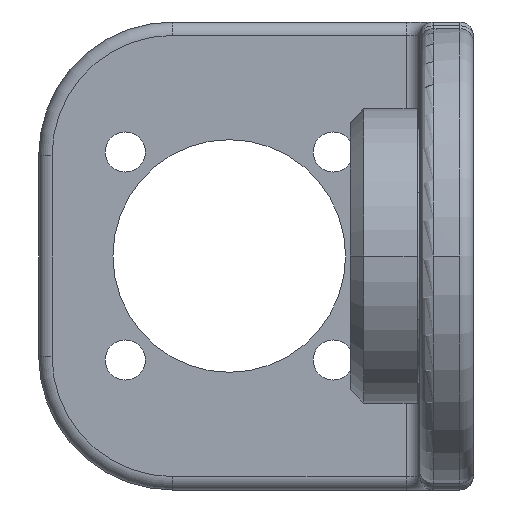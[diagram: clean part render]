
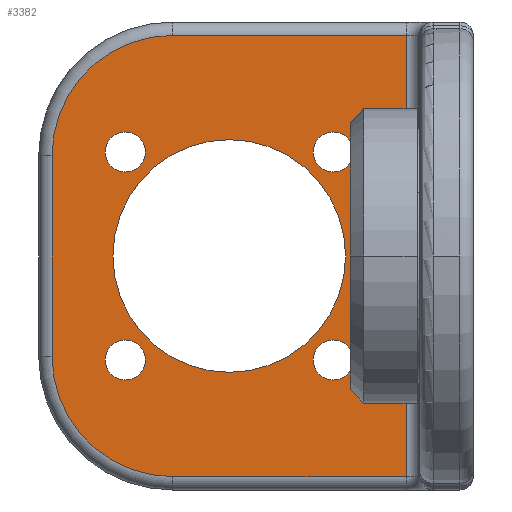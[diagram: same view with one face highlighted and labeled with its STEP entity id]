
A CAD part, front view. The second image highlights one B-rep face of the part: STEP entity #3382.
In plain terms, the highlighted planar face has unit normal (0, -1, 0).
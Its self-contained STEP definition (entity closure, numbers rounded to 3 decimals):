
#55 = FACE_BOUND ( 'NONE', #675, .T. ) ;
#64 = EDGE_CURVE ( 'NONE', #3300, #2020, #260, .T. ) ;
#90 = DIRECTION ( 'NONE',  ( -1., 0., 0. ) ) ;
#94 = AXIS2_PLACEMENT_3D ( 'NONE', #363, #3309, #90 ) ;
#119 = CIRCLE ( 'NONE', #3513, 9. ) ;
#148 = DIRECTION ( 'NONE',  ( 1., 0., 0. ) ) ;
#149 = CARTESIAN_POINT ( 'NONE',  ( 4.528, 252.6, 322.222 ) ) ;
#159 = CARTESIAN_POINT ( 'NONE',  ( -16.5, 252.6, 312.5 ) ) ;
#166 = ORIENTED_EDGE ( 'NONE', *, *, #64, .F. ) ;
#173 = DIRECTION ( 'NONE',  ( 0., -1., 0. ) ) ;
#248 = DIRECTION ( 'NONE',  ( 0., 0., -1. ) ) ;
#250 = VERTEX_POINT ( 'NONE', #3565 ) ;
#252 = CARTESIAN_POINT ( 'NONE',  ( -9.528, 252.6, 337.778 ) ) ;
#260 = CIRCLE ( 'NONE', #1066, 1.5 ) ;
#296 = EDGE_LOOP ( 'NONE', ( #4063, #166 ) ) ;
#350 = VERTEX_POINT ( 'NONE', #2867 ) ;
#363 = CARTESIAN_POINT ( 'NONE',  ( -7.5, 252.6, 322.5 ) ) ;
#366 = EDGE_CURVE ( 'NONE', #3790, #443, #119, .T. ) ;
#369 = EDGE_CURVE ( 'NONE', #250, #350, #1251, .T. ) ;
#383 = FACE_BOUND ( 'NONE', #2310, .T. ) ;
#411 = DIRECTION ( 'NONE',  ( 0., 0., 1. ) ) ;
#443 = VERTEX_POINT ( 'NONE', #1797 ) ;
#454 = CARTESIAN_POINT ( 'NONE',  ( -16.5, 252.6, 322.5 ) ) ;
#490 = ORIENTED_EDGE ( 'NONE', *, *, #4077, .F. ) ;
#498 = VERTEX_POINT ( 'NONE', #3764 ) ;
#568 = CIRCLE ( 'NONE', #1256, 1.5 ) ;
#641 = VERTEX_POINT ( 'NONE', #252 ) ;
#659 = ORIENTED_EDGE ( 'NONE', *, *, #3090, .F. ) ;
#668 = CARTESIAN_POINT ( 'NONE',  ( -17.5, 252.6, 312.5 ) ) ;
#675 = EDGE_LOOP ( 'NONE', ( #825, #2495 ) ) ;
#677 = VERTEX_POINT ( 'NONE', #4057 ) ;
#734 = VERTEX_POINT ( 'NONE', #1218 ) ;
#735 = DIRECTION ( 'NONE',  ( 0., -1., 0. ) ) ;
#740 = VECTOR ( 'NONE', #2246, 1000. ) ;
#772 = CARTESIAN_POINT ( 'NONE',  ( -11.028, 252.6, 322.222 ) ) ;
#814 = CIRCLE ( 'NONE', #3115, 8.7 ) ;
#822 = DIRECTION ( 'NONE',  ( 1., 0., 0. ) ) ;
#825 = ORIENTED_EDGE ( 'NONE', *, *, #1999, .F. ) ;
#854 = ORIENTED_EDGE ( 'NONE', *, *, #3098, .T. ) ;
#865 = DIRECTION ( 'NONE',  ( 0., -1., 0. ) ) ;
#887 = AXIS2_PLACEMENT_3D ( 'NONE', #149, #173, #1039 ) ;
#967 = LINE ( 'NONE', #3830, #740 ) ;
#1039 = DIRECTION ( 'NONE',  ( 1., 0., 0. ) ) ;
#1066 = AXIS2_PLACEMENT_3D ( 'NONE', #3932, #735, #3007 ) ;
#1100 = CARTESIAN_POINT ( 'NONE',  ( 6.028, 252.6, 322.222 ) ) ;
#1129 = CARTESIAN_POINT ( 'NONE',  ( 4.528, 252.6, 337.778 ) ) ;
#1130 = DIRECTION ( 'NONE',  ( 0., -1., 0. ) ) ;
#1151 = DIRECTION ( 'NONE',  ( 0., -1., 0. ) ) ;
#1171 = EDGE_CURVE ( 'NONE', #2094, #1362, #3414, .T. ) ;
#1191 = AXIS2_PLACEMENT_3D ( 'NONE', #3045, #865, #3396 ) ;
#1218 = CARTESIAN_POINT ( 'NONE',  ( -7.5, 252.6, 313.5 ) ) ;
#1226 = VERTEX_POINT ( 'NONE', #1349 ) ;
#1251 = LINE ( 'NONE', #3984, #2471 ) ;
#1256 = AXIS2_PLACEMENT_3D ( 'NONE', #772, #3366, #148 ) ;
#1295 = CARTESIAN_POINT ( 'NONE',  ( -11.028, 252.6, 337.778 ) ) ;
#1347 = ORIENTED_EDGE ( 'NONE', *, *, #369, .T. ) ;
#1349 = CARTESIAN_POINT ( 'NONE',  ( 3.028, 252.6, 322.222 ) ) ;
#1362 = VERTEX_POINT ( 'NONE', #3721 ) ;
#1433 = EDGE_CURVE ( 'NONE', #2020, #3300, #568, .T. ) ;
#1440 = ORIENTED_EDGE ( 'NONE', *, *, #366, .F. ) ;
#1490 = ORIENTED_EDGE ( 'NONE', *, *, #2421, .F. ) ;
#1523 = AXIS2_PLACEMENT_3D ( 'NONE', #1129, #1151, #2402 ) ;
#1640 = LINE ( 'NONE', #2586, #2851 ) ;
#1653 = AXIS2_PLACEMENT_3D ( 'NONE', #2973, #3290, #3643 ) ;
#1657 = CIRCLE ( 'NONE', #1191, 1.5 ) ;
#1693 = DIRECTION ( 'NONE',  ( -1., 0., 0. ) ) ;
#1703 = AXIS2_PLACEMENT_3D ( 'NONE', #2416, #2487, #2166 ) ;
#1797 = CARTESIAN_POINT ( 'NONE',  ( -7.5, 252.6, 346.5 ) ) ;
#1803 = LINE ( 'NONE', #159, #1842 ) ;
#1842 = VECTOR ( 'NONE', #248, 1000. ) ;
#1900 = CARTESIAN_POINT ( 'NONE',  ( -3.25, 252.6, 330. ) ) ;
#1917 = VERTEX_POINT ( 'NONE', #2012 ) ;
#1926 = CIRCLE ( 'NONE', #94, 9. ) ;
#1976 = DIRECTION ( 'NONE',  ( 0., 1., 0. ) ) ;
#1983 = CIRCLE ( 'NONE', #1703, 1.5 ) ;
#1999 = EDGE_CURVE ( 'NONE', #677, #498, #1657, .T. ) ;
#2009 = FACE_OUTER_BOUND ( 'NONE', #3556, .T. ) ;
#2012 = CARTESIAN_POINT ( 'NONE',  ( -12.528, 252.6, 337.778 ) ) ;
#2020 = VERTEX_POINT ( 'NONE', #3091 ) ;
#2069 = EDGE_CURVE ( 'NONE', #498, #677, #2534, .T. ) ;
#2094 = VERTEX_POINT ( 'NONE', #2131 ) ;
#2131 = CARTESIAN_POINT ( 'NONE',  ( -11.95, 252.6, 330. ) ) ;
#2166 = DIRECTION ( 'NONE',  ( 1., 0., 0. ) ) ;
#2216 = DIRECTION ( 'NONE',  ( 1., 0., 0. ) ) ;
#2246 = DIRECTION ( 'NONE',  ( -1., 0., 0. ) ) ;
#2286 = DIRECTION ( 'NONE',  ( 0., -1., 0. ) ) ;
#2310 = EDGE_LOOP ( 'NONE', ( #659, #1490 ) ) ;
#2344 = ORIENTED_EDGE ( 'NONE', *, *, #3390, .F. ) ;
#2345 = EDGE_LOOP ( 'NONE', ( #490, #4110 ) ) ;
#2352 = FACE_BOUND ( 'NONE', #3977, .T. ) ;
#2402 = DIRECTION ( 'NONE',  ( 1., 0., 0. ) ) ;
#2412 = VERTEX_POINT ( 'NONE', #454 ) ;
#2416 = CARTESIAN_POINT ( 'NONE',  ( -11.028, 252.6, 337.778 ) ) ;
#2421 = EDGE_CURVE ( 'NONE', #1226, #3950, #3329, .T. ) ;
#2471 = VECTOR ( 'NONE', #411, 1000. ) ;
#2487 = DIRECTION ( 'NONE',  ( 0., -1., 0. ) ) ;
#2495 = ORIENTED_EDGE ( 'NONE', *, *, #2069, .F. ) ;
#2509 = EDGE_CURVE ( 'NONE', #1917, #641, #1983, .T. ) ;
#2534 = CIRCLE ( 'NONE', #1523, 1.5 ) ;
#2574 = DIRECTION ( 'NONE',  ( 0., -1., 0. ) ) ;
#2586 = CARTESIAN_POINT ( 'NONE',  ( -17.5, 252.6, 313.5 ) ) ;
#2635 = FACE_BOUND ( 'NONE', #296, .T. ) ;
#2844 = DIRECTION ( 'NONE',  ( 0., 1., 0. ) ) ;
#2851 = VECTOR ( 'NONE', #3894, 1000. ) ;
#2867 = CARTESIAN_POINT ( 'NONE',  ( 10., 252.6, 346.5 ) ) ;
#2903 = ORIENTED_EDGE ( 'NONE', *, *, #4021, .T. ) ;
#2943 = EDGE_CURVE ( 'NONE', #734, #250, #1640, .T. ) ;
#2973 = CARTESIAN_POINT ( 'NONE',  ( -3.25, 252.6, 330. ) ) ;
#3007 = DIRECTION ( 'NONE',  ( 1., 0., 0. ) ) ;
#3045 = CARTESIAN_POINT ( 'NONE',  ( 4.528, 252.6, 337.778 ) ) ;
#3090 = EDGE_CURVE ( 'NONE', #3950, #1226, #3738, .T. ) ;
#3091 = CARTESIAN_POINT ( 'NONE',  ( -9.528, 252.6, 322.222 ) ) ;
#3098 = EDGE_CURVE ( 'NONE', #3790, #2412, #1803, .T. ) ;
#3111 = CIRCLE ( 'NONE', #4079, 1.5 ) ;
#3115 = AXIS2_PLACEMENT_3D ( 'NONE', #1900, #2286, #3536 ) ;
#3139 = CARTESIAN_POINT ( 'NONE',  ( 4.528, 252.6, 322.222 ) ) ;
#3174 = CARTESIAN_POINT ( 'NONE',  ( -7.5, 252.6, 337.5 ) ) ;
#3211 = AXIS2_PLACEMENT_3D ( 'NONE', #668, #1976, #1693 ) ;
#3289 = CARTESIAN_POINT ( 'NONE',  ( -16.5, 252.6, 337.5 ) ) ;
#3290 = DIRECTION ( 'NONE',  ( 0., -1., 0. ) ) ;
#3300 = VERTEX_POINT ( 'NONE', #3547 ) ;
#3309 = DIRECTION ( 'NONE',  ( 0., 1., 0. ) ) ;
#3329 = CIRCLE ( 'NONE', #887, 1.5 ) ;
#3366 = DIRECTION ( 'NONE',  ( 0., -1., 0. ) ) ;
#3382 = ADVANCED_FACE ( 'NONE', ( #2635, #383, #55, #2352, #3628, #2009 ), #3963, .F. ) ;
#3390 = EDGE_CURVE ( 'NONE', #734, #2412, #1926, .T. ) ;
#3396 = DIRECTION ( 'NONE',  ( 1., 0., 0. ) ) ;
#3414 = CIRCLE ( 'NONE', #1653, 8.7 ) ;
#3449 = ORIENTED_EDGE ( 'NONE', *, *, #3627, .F. ) ;
#3504 = ORIENTED_EDGE ( 'NONE', *, *, #2943, .T. ) ;
#3513 = AXIS2_PLACEMENT_3D ( 'NONE', #3174, #2844, #4159 ) ;
#3536 = DIRECTION ( 'NONE',  ( 1., 0., 0. ) ) ;
#3547 = CARTESIAN_POINT ( 'NONE',  ( -12.528, 252.6, 322.222 ) ) ;
#3556 = EDGE_LOOP ( 'NONE', ( #1440, #854, #2344, #3504, #1347, #2903 ) ) ;
#3565 = CARTESIAN_POINT ( 'NONE',  ( 10., 252.6, 313.5 ) ) ;
#3627 = EDGE_CURVE ( 'NONE', #641, #1917, #3111, .T. ) ;
#3628 = FACE_BOUND ( 'NONE', #2345, .T. ) ;
#3643 = DIRECTION ( 'NONE',  ( 1., 0., 0. ) ) ;
#3718 = ORIENTED_EDGE ( 'NONE', *, *, #2509, .F. ) ;
#3721 = CARTESIAN_POINT ( 'NONE',  ( 5.45, 252.6, 330. ) ) ;
#3738 = CIRCLE ( 'NONE', #4164, 1.5 ) ;
#3764 = CARTESIAN_POINT ( 'NONE',  ( 3.028, 252.6, 337.778 ) ) ;
#3790 = VERTEX_POINT ( 'NONE', #3289 ) ;
#3830 = CARTESIAN_POINT ( 'NONE',  ( -17.5, 252.6, 346.5 ) ) ;
#3894 = DIRECTION ( 'NONE',  ( 1., 0., 0. ) ) ;
#3932 = CARTESIAN_POINT ( 'NONE',  ( -11.028, 252.6, 322.222 ) ) ;
#3950 = VERTEX_POINT ( 'NONE', #1100 ) ;
#3963 = PLANE ( 'NONE',  #3211 ) ;
#3977 = EDGE_LOOP ( 'NONE', ( #3449, #3718 ) ) ;
#3984 = CARTESIAN_POINT ( 'NONE',  ( 10., 252.6, 347.5 ) ) ;
#4021 = EDGE_CURVE ( 'NONE', #350, #443, #967, .T. ) ;
#4057 = CARTESIAN_POINT ( 'NONE',  ( 6.028, 252.6, 337.778 ) ) ;
#4063 = ORIENTED_EDGE ( 'NONE', *, *, #1433, .F. ) ;
#4077 = EDGE_CURVE ( 'NONE', #1362, #2094, #814, .T. ) ;
#4079 = AXIS2_PLACEMENT_3D ( 'NONE', #1295, #2574, #2216 ) ;
#4110 = ORIENTED_EDGE ( 'NONE', *, *, #1171, .F. ) ;
#4159 = DIRECTION ( 'NONE',  ( -1., 0., 0. ) ) ;
#4164 = AXIS2_PLACEMENT_3D ( 'NONE', #3139, #1130, #822 ) ;
